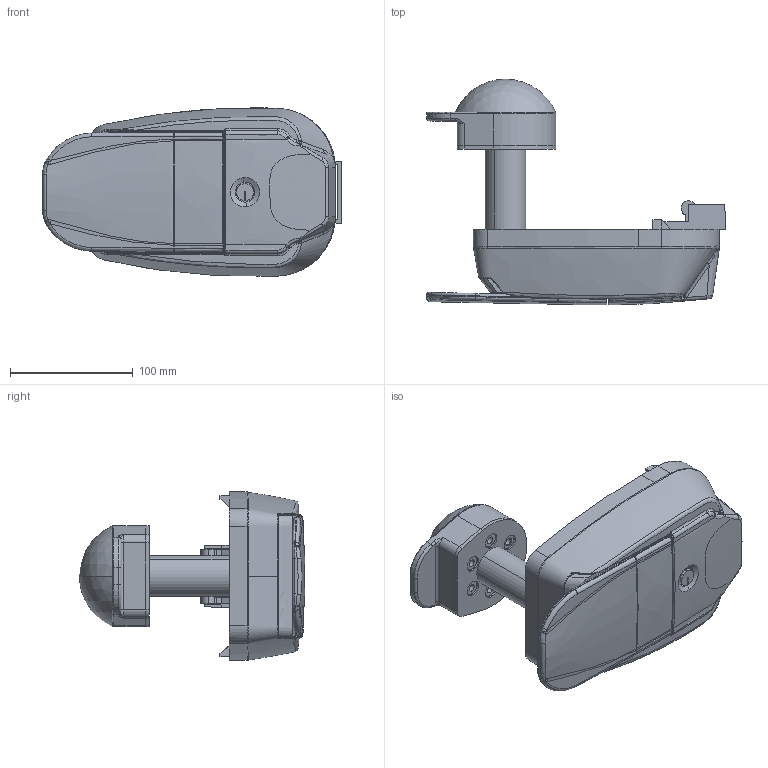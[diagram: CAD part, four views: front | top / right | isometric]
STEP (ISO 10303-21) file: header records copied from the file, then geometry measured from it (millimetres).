
FILE_DESCRIPTION (( 'STEP AP203' ), '1' );
FILE_NAME ('2706 - Slam Lock.STEP', '2023-09-26T06:40:11', ( '' ), ( '' ), 'SwSTEP 2.0', 'SolidWorks 2021', '' );
FILE_SCHEMA (( 'CONFIG_CONTROL_DESIGN' ));
Length unit declared in the file: millimetre
Products named in the file (7): 2706 Internal Release; 2706 Nut; 2706 - Slam Lock; 2706 Tube; 2706 Slam Lock Shaft; 2706 Housing; 2706 Rod
Assembly tree (6 placements, depth 3):
  2706 - Slam Lock
    2706 Housing
    2706 Nut
    2706 Slam Lock Shaft
      2706 Tube
      2706 Rod
    2706 Internal Release
Bounding box: 242.8 x 183.49 x 136.82 mm (x, y, z)
Volume: 668832.8 mm3; surface area: 279588.5 mm2
Topology: 17 solids, 17 shells, 549 faces, 1358 edges, 849 vertices
Faces by surface type: cylinder 186, plane 168, bspline 152, torus 31, cone 6, sphere 6
Entity records: 34895 total; most frequent: CARTESIAN_POINT 22172, ORIENTED_EDGE 2678, DIRECTION 2240, EDGE_CURVE 1339, AXIS2_PLACEMENT_3D 882, VERTEX_POINT 839, EDGE_LOOP 624, ADVANCED_FACE 549
